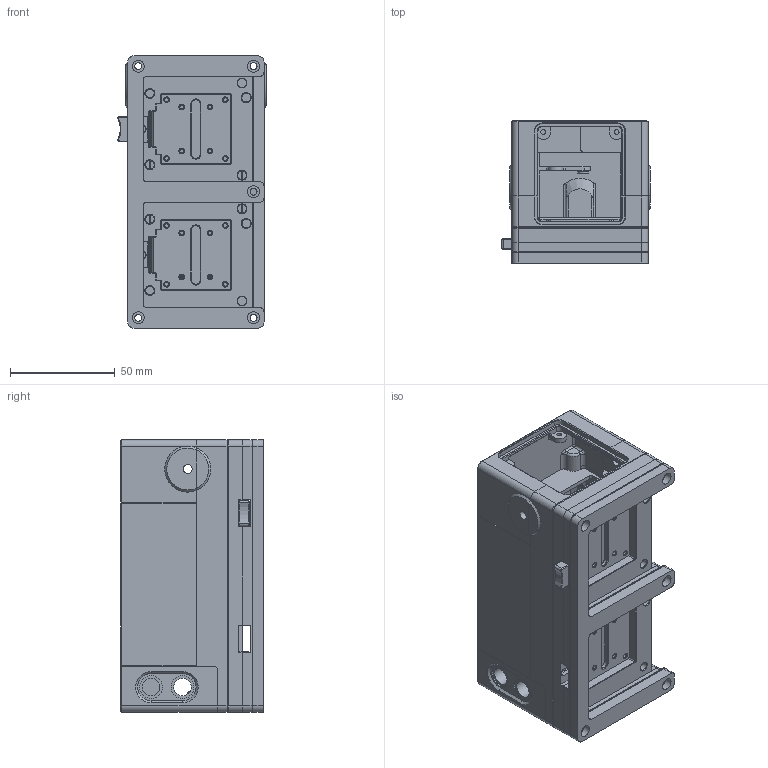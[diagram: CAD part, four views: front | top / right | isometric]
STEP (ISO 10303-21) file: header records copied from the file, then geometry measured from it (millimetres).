
FILE_DESCRIPTION(/* description */ (''),/* implementation_level */ '2;1');
FILE_NAME(/* name */ 'TLPC v213.step',/* time_stamp */ '2024-10-14T16:57:17+02:00',/* author */ (''),/* organization */ (''),/* preprocessor_version */ 'ST-DEVELOPER v20',/* originating_system */ 'Autodesk Translation Framework v13.20.0.188',/* authorisation */ '');
FILE_SCHEMA (('AUTOMOTIVE_DESIGN { 1 0 10303 214 3 1 1 }'));
Length unit declared in the file: millimetre
Products named in the file (10): TLPC; Front; Main; Carrier; Viewfinder; Bottom; Backdoor; EjectButton; PCBspacer; Spacer
Assembly tree (9 placements, depth 2):
  TLPC
    Front
    Main
    Carrier
    Viewfinder
    Bottom
    Backdoor
    EjectButton
    PCBspacer
    Spacer
Bounding box: 70.72 x 68 x 130 mm (x, y, z)
Volume: 147534.8 mm3; surface area: 110523.7 mm2
Topology: 10 solids, 10 shells, 1283 faces, 3156 edges, 1900 vertices
Faces by surface type: plane 593, cylinder 364, cone 280, bspline 20, torus 20, sphere 6
Full cylindrical faces by diameter (mm): 1.9 x21, 2.3 x2, 2.4 x4, 2.8 x5, 2.9 x3, 3.3 x19, 4.1 x18, 4.15 x4, 4.2 x4, 5.2 x5, 5.6 x4, 5.7 x9, 6 x1, 7.938 x3, 8.35 x2, 9.2 x1, 10.9 x2
Entity records: 39354 total; most frequent: CARTESIAN_POINT 8171, DIRECTION 6678, ORIENTED_EDGE 6264, EDGE_CURVE 3132, AXIS2_PLACEMENT_3D 2350, LINE 1978, VECTOR 1978, VERTEX_POINT 1900
